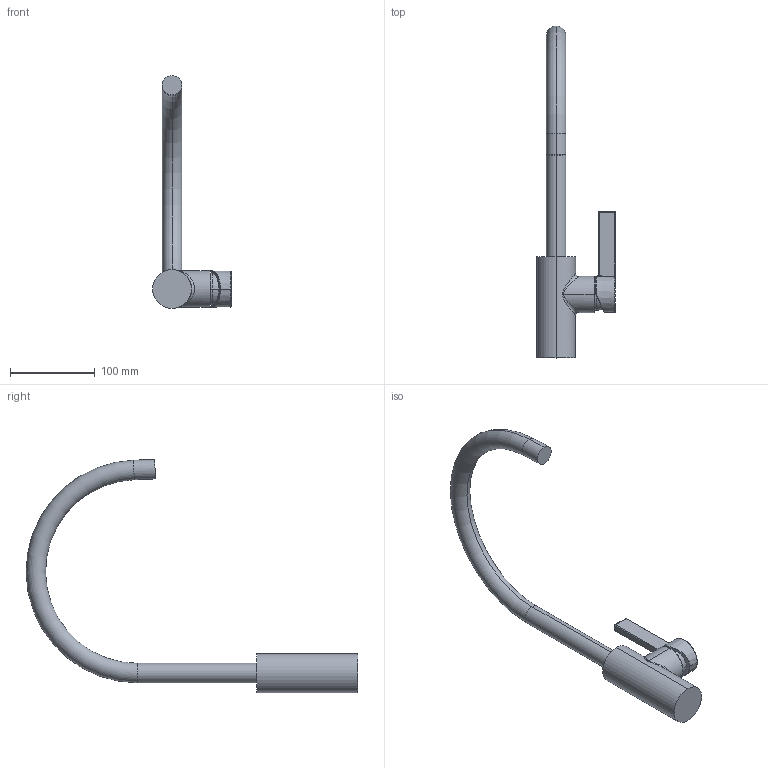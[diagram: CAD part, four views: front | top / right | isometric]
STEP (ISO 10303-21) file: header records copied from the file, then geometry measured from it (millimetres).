
FILE_DESCRIPTION (( 'STEP AP214' ), '1' );
FILE_NAME ('33816875.STEP', '2020-09-28T11:10:39', ( '' ), ( '' ), 'SwSTEP 2.0', 'SolidWorks 2020', '' );
FILE_SCHEMA (( 'AUTOMOTIVE_DESIGN' ));
Length unit declared in the file: millimetre
Products named in the file (4): Planungsmodell_Auslauf-+-04.28.22.062.00.94-01_ _K29_23x141,R120<88x25; Planungsmodell_Koerper-+-09.19.88.020.90-01_ _K17_46x119,5_43x45x75; 33816875; Planungsmodell_Hebel-+-09.20.79.040-01_ _K1
Assembly tree (3 placements, depth 2):
  33816875
    Planungsmodell_Koerper-+-09.19.88.020.90-01_ _K17_46x119,5_43x45x75
    Planungsmodell_Auslauf-+-04.28.22.062.00.94-01_ _K29_23x141,R120<88x25
    Planungsmodell_Hebel-+-09.20.79.040-01_ _K1
Bounding box: 93 x 391.88 x 275.29 mm (x, y, z)
Volume: 505138.6 mm3; surface area: 74099.3 mm2
Topology: 3 solids, 3 shells, 63 faces, 140 edges, 80 vertices
Faces by surface type: cylinder 21, bspline 13, plane 12, torus 8, sphere 7, cone 2
Entity records: 3417 total; most frequent: CARTESIAN_POINT 1978, DIRECTION 279, ORIENTED_EDGE 272, EDGE_CURVE 136, AXIS2_PLACEMENT_3D 123, VERTEX_POINT 80, CIRCLE 67, EDGE_LOOP 64
